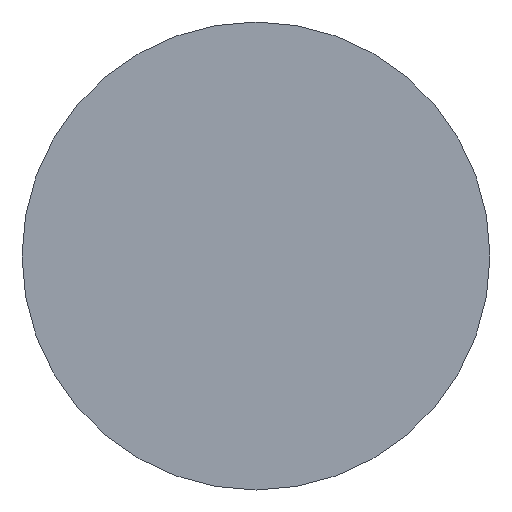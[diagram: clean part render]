
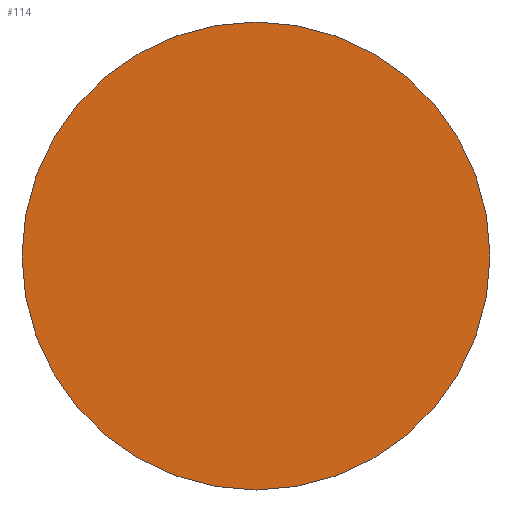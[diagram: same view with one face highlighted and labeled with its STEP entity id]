
A CAD part, left-side view. The second image highlights one B-rep face of the part: STEP entity #114.
In plain terms, the highlighted planar face has unit normal (-1, 0, 0).
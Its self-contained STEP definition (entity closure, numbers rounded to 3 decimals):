
#1 = CARTESIAN_POINT ( 'NONE',  ( 366.562, 112.592, 0. ) ) ;
#9 = DIRECTION ( 'NONE',  ( 0., 0., 1. ) ) ;
#16 = DIRECTION ( 'NONE',  ( 0., 0., 1. ) ) ;
#27 = DIRECTION ( 'NONE',  ( -1., 0., 0. ) ) ;
#36 = DIRECTION ( 'NONE',  ( 1., 0., 0. ) ) ;
#43 = ORIENTED_EDGE ( 'NONE', *, *, #105, .T. ) ;
#44 = CIRCLE ( 'NONE', #71, 6.25 ) ;
#48 = EDGE_CURVE ( 'NONE', #54, #155, #156, .T. ) ;
#51 = ORIENTED_EDGE ( 'NONE', *, *, #48, .T. ) ;
#54 = VERTEX_POINT ( 'NONE', #181 ) ;
#71 = AXIS2_PLACEMENT_3D ( 'NONE', #146, #103, #16 ) ;
#72 = CARTESIAN_POINT ( 'NONE',  ( 366.562, 112.592, 0. ) ) ;
#103 = DIRECTION ( 'NONE',  ( -1., 0., 0. ) ) ;
#105 = EDGE_CURVE ( 'NONE', #155, #54, #44, .T. ) ;
#114 = ADVANCED_FACE ( 'NONE', ( #173 ), #133, .F. ) ;
#118 = CARTESIAN_POINT ( 'NONE',  ( 366.562, 112.592, -6.25 ) ) ;
#121 = AXIS2_PLACEMENT_3D ( 'NONE', #72, #27, #9 ) ;
#133 = PLANE ( 'NONE',  #166 ) ;
#146 = CARTESIAN_POINT ( 'NONE',  ( 366.562, 112.592, 0. ) ) ;
#151 = EDGE_LOOP ( 'NONE', ( #51, #43 ) ) ;
#155 = VERTEX_POINT ( 'NONE', #118 ) ;
#156 = CIRCLE ( 'NONE', #121, 6.25 ) ;
#166 = AXIS2_PLACEMENT_3D ( 'NONE', #1, #36, #185 ) ;
#173 = FACE_OUTER_BOUND ( 'NONE', #151, .T. ) ;
#181 = CARTESIAN_POINT ( 'NONE',  ( 366.562, 112.592, 6.25 ) ) ;
#185 = DIRECTION ( 'NONE',  ( 0., 0., -1. ) ) ;
